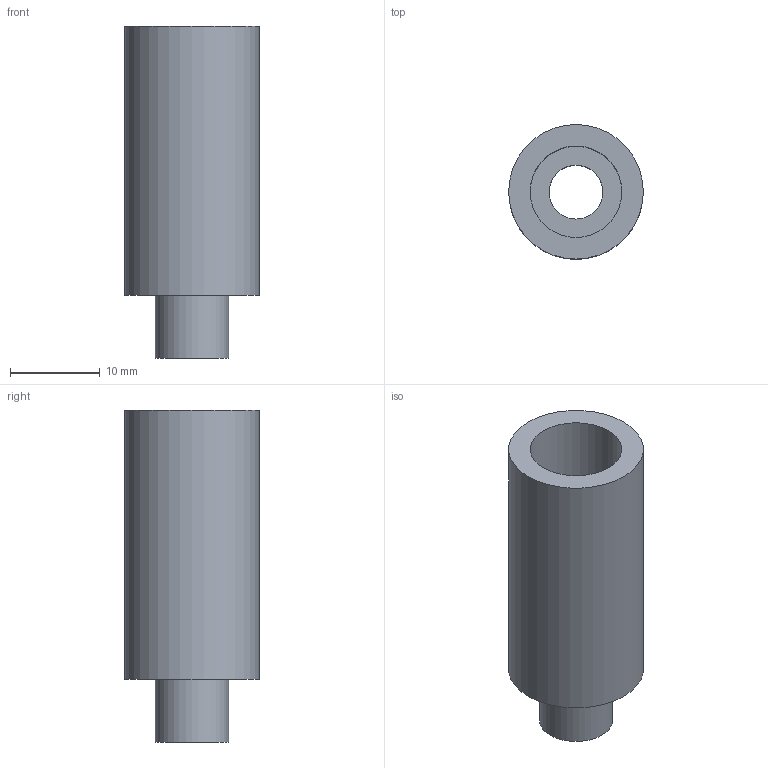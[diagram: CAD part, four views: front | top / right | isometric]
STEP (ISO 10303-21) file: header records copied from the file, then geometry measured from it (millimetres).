
FILE_DESCRIPTION(/* description */ ('Alibre Inc.'),/* implementation_level */ '2;1');
FILE_NAME(/* name */ 'export-E2C0B061-9EF5-4069-9253-2FD11658BF2D',/* time_stamp */ '2025-06-28T11:58:28-06:00',/* author */ (''),/* organization */ (''),/* preprocessor_version */ 'ST-DEVELOPER v17',/* originating_system */ 'Alibre',/* authorisation */ '');
FILE_SCHEMA (('CONFIG_CONTROL_DESIGN'));
Length unit declared in the file: centimetre
Bounding box: 15 x 15 x 37 mm (x, y, z)
Volume: 3202.4 mm3; surface area: 2997.2 mm2
Topology: 1 solids, 1 shells, 10 faces, 16 edges, 11 vertices
Faces by surface type: cylinder 5, plane 5
Full cylindrical faces by diameter (mm): 6 x1, 8.15 x1, 10.2 x1, 12.25 x1, 15 x1
Entity records: 288 total; most frequent: DIRECTION 35, CARTESIAN_POINT 30, ORIENTED_EDGE 20, EDGE_LOOP 20, FACE_BOUND 20, AXIS2_PLACEMENT_3D 20, VERTEX_POINT 10, CIRCLE 10
